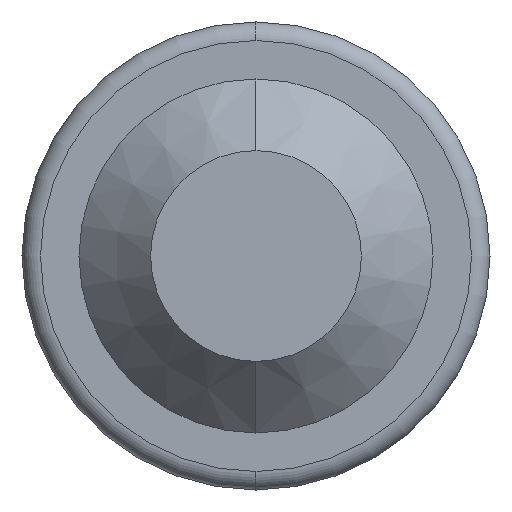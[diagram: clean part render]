
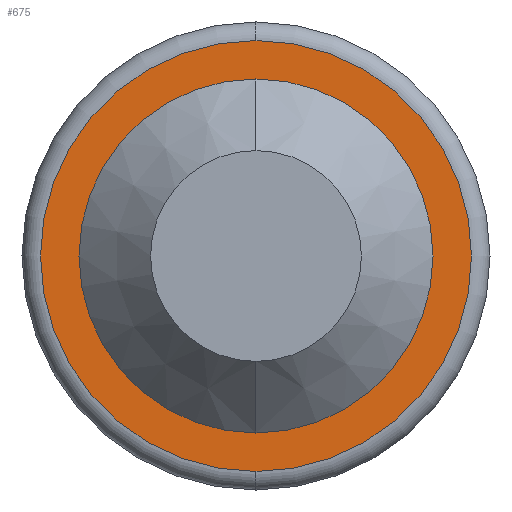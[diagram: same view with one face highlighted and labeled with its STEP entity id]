
A CAD part, left-side view. The second image highlights one B-rep face of the part: STEP entity #675.
In plain terms, the highlighted planar face has unit normal (-1, 0, 0).
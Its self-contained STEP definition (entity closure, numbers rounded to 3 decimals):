
#195=CARTESIAN_POINT('',(2.126,0.,0.));
#196=DIRECTION('',(-1.,0.,0.));
#197=DIRECTION('',(0.,0.,-1.));
#198=AXIS2_PLACEMENT_3D('',#195,#196,#197);
#210=CARTESIAN_POINT('',(2.126,0.,0.));
#211=DIRECTION('',(-1.,0.,0.));
#212=DIRECTION('',(0.,0.,1.));
#213=AXIS2_PLACEMENT_3D('',#210,#211,#212);
#233=CARTESIAN_POINT('',(2.126,0.,0.));
#234=DIRECTION('',(-1.,0.,0.));
#235=DIRECTION('',(0.,0.,-1.));
#236=AXIS2_PLACEMENT_3D('',#233,#234,#235);
#238=CARTESIAN_POINT('',(2.126,0.,0.));
#239=DIRECTION('',(1.,0.,0.));
#240=DIRECTION('',(0.,0.,-1.));
#241=AXIS2_PLACEMENT_3D('',#238,#239,#240);
#409=CARTESIAN_POINT('',(2.126,0.,-0.994));
#411=VERTEX_POINT('',#409);
#421=CARTESIAN_POINT('',(2.126,0.,0.994));
#423=VERTEX_POINT('',#421);
#455=CARTESIAN_POINT('',(2.126,0.,1.21));
#456=CARTESIAN_POINT('',(2.126,0.,-1.21));
#457=VERTEX_POINT('',#455);
#458=VERTEX_POINT('',#456);
#659=CARTESIAN_POINT('',(2.126,0.,0.));
#660=DIRECTION('',(1.,0.,0.));
#661=DIRECTION('',(0.,0.,1.));
#662=AXIS2_PLACEMENT_3D('',#659,#660,#661);
#663=PLANE('',#662);
#665=ORIENTED_EDGE('',*,*,#664,.F.);
#666=ORIENTED_EDGE('',*,*,#649,.F.);
#667=EDGE_LOOP('',(#665,#666));
#668=FACE_OUTER_BOUND('',#667,.F.);
#670=ORIENTED_EDGE('',*,*,#669,.T.);
#672=ORIENTED_EDGE('',*,*,#671,.F.);
#673=EDGE_LOOP('',(#670,#672));
#674=FACE_BOUND('',#673,.F.);
#675=ADVANCED_FACE('',(#668,#674),#663,.F.);
#199=CIRCLE('',#198,1.21);
#214=CIRCLE('',#213,1.21);
#237=CIRCLE('',#236,0.994);
#242=CIRCLE('',#241,0.994);
#649=EDGE_CURVE('',#458,#457,#199,.T.);
#664=EDGE_CURVE('',#457,#458,#214,.T.);
#669=EDGE_CURVE('',#411,#423,#237,.T.);
#671=EDGE_CURVE('',#411,#423,#242,.T.);
